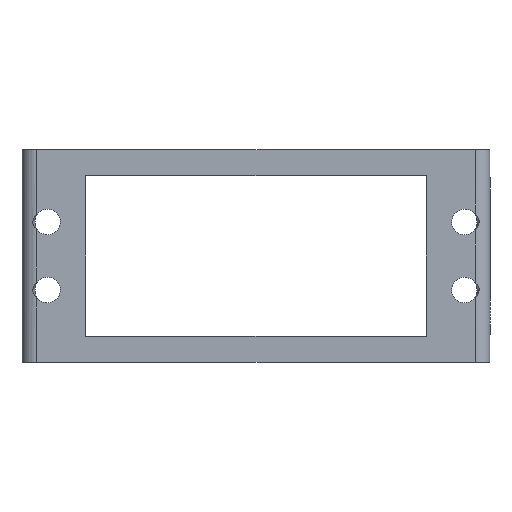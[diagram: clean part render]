
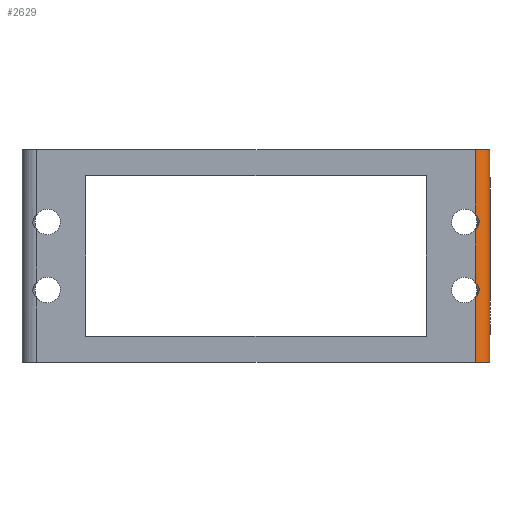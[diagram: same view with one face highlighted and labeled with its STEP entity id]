
A CAD part, front view. The second image highlights one B-rep face of the part: STEP entity #2629.
In plain terms, the highlighted cylindrical face has radius 1.737 mm (diameter 3.473 mm), a partial arc.
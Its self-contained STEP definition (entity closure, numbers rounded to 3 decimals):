
#41 = VERTEX_POINT ( 'NONE', #1881 ) ;
#78 = DIRECTION ( 'NONE',  ( 0., 0., -1. ) ) ;
#110 = CARTESIAN_POINT ( 'NONE',  ( 25.763, 0., -3.19 ) ) ;
#178 = DIRECTION ( 'NONE',  ( 1., 0., 0. ) ) ;
#181 = CARTESIAN_POINT ( 'NONE',  ( 26.22, 0.06, 4.222 ) ) ;
#198 = EDGE_CURVE ( 'NONE', #477, #747, #1008, .T. ) ;
#201 = CARTESIAN_POINT ( 'NONE',  ( 26.001, 0.016, -3.396 ) ) ;
#277 = CARTESIAN_POINT ( 'NONE',  ( 27.5, 1.737, -12.5 ) ) ;
#349 = VECTOR ( 'NONE', #2282, 1000. ) ;
#360 = ORIENTED_EDGE ( 'NONE', *, *, #198, .F. ) ;
#389 = CARTESIAN_POINT ( 'NONE',  ( 25.843, 0., -3.258 ) ) ;
#475 = CARTESIAN_POINT ( 'NONE',  ( 25.923, 0.005, 4.673 ) ) ;
#477 = VERTEX_POINT ( 'NONE', #1737 ) ;
#478 = CARTESIAN_POINT ( 'NONE',  ( 26.069, 0.026, 3.479 ) ) ;
#487 = VERTEX_POINT ( 'NONE', #277 ) ;
#493 = CARTESIAN_POINT ( 'NONE',  ( 26.134, 0.039, 4.426 ) ) ;
#500 = AXIS2_PLACEMENT_3D ( 'NONE', #1720, #1167, #178 ) ;
#516 = VERTEX_POINT ( 'NONE', #816 ) ;
#517 = VERTEX_POINT ( 'NONE', #1809 ) ;
#627 = VERTEX_POINT ( 'NONE', #1376 ) ;
#669 = CARTESIAN_POINT ( 'NONE',  ( 26.001, 0.016, -3.396 ) ) ;
#681 = EDGE_CURVE ( 'NONE', #3116, #760, #2785, .T. ) ;
#684 = CARTESIAN_POINT ( 'NONE',  ( 25.763, 0., 4.81 ) ) ;
#691 = CARTESIAN_POINT ( 'NONE',  ( 25.763, 0., 3.18 ) ) ;
#739 = ORIENTED_EDGE ( 'NONE', *, *, #2095, .F. ) ;
#747 = VERTEX_POINT ( 'NONE', #1392 ) ;
#760 = VERTEX_POINT ( 'NONE', #2409 ) ;
#773 = CARTESIAN_POINT ( 'NONE',  ( 25.763, 0., -12.5 ) ) ;
#782 = EDGE_CURVE ( 'NONE', #1880, #1950, #2771, .T. ) ;
#794 = ORIENTED_EDGE ( 'NONE', *, *, #1797, .F. ) ;
#816 = CARTESIAN_POINT ( 'NONE',  ( 25.763, 0., 12.5 ) ) ;
#851 = CARTESIAN_POINT ( 'NONE',  ( 26.22, 0.06, -3.778 ) ) ;
#882 = CARTESIAN_POINT ( 'NONE',  ( 26.239, 0.066, -4.113 ) ) ;
#940 = EDGE_CURVE ( 'NONE', #1900, #1880, #2025, .T. ) ;
#986 = ORIENTED_EDGE ( 'NONE', *, *, #2311, .F. ) ;
#1008 = B_SPLINE_CURVE_WITH_KNOTS ( 'NONE', 3,
 ( #2539, #2018, #1041, #1806 ),
 .UNSPECIFIED., .F., .F.,
 ( 4, 4 ),
 ( 0., 1. ),
 .UNSPECIFIED. ) ;
#1036 = CIRCLE ( 'NONE', #2881, 1.737 ) ;
#1041 = CARTESIAN_POINT ( 'NONE',  ( 25.923, 0.005, -4.679 ) ) ;
#1077 = LINE ( 'NONE', #1978, #1905 ) ;
#1080 = ORIENTED_EDGE ( 'NONE', *, *, #3084, .F. ) ;
#1108 = CARTESIAN_POINT ( 'NONE',  ( 26.243, 0.068, -3.889 ) ) ;
#1132 = ORIENTED_EDGE ( 'NONE', *, *, #782, .F. ) ;
#1167 = DIRECTION ( 'NONE',  ( 0., 0., -1. ) ) ;
#1187 = CARTESIAN_POINT ( 'NONE',  ( 26.243, 0.068, 4.111 ) ) ;
#1200 = CARTESIAN_POINT ( 'NONE',  ( 26.001, 0.016, 4.604 ) ) ;
#1232 = CARTESIAN_POINT ( 'NONE',  ( 26.001, 0.016, 3.391 ) ) ;
#1257 = ORIENTED_EDGE ( 'NONE', *, *, #2828, .F. ) ;
#1271 = DIRECTION ( 'NONE',  ( 0., 0., 1. ) ) ;
#1300 = EDGE_LOOP ( 'NONE', ( #739, #2933, #986, #1893, #1132, #2845, #1764, #360, #1080, #1257, #1374, #794 ) ) ;
#1356 = DIRECTION ( 'NONE',  ( 0., 0., 1. ) ) ;
#1360 = CIRCLE ( 'NONE', #1989, 1.737 ) ;
#1374 = ORIENTED_EDGE ( 'NONE', *, *, #2042, .T. ) ;
#1376 = CARTESIAN_POINT ( 'NONE',  ( 26.001, 0.016, 3.391 ) ) ;
#1392 = CARTESIAN_POINT ( 'NONE',  ( 26.001, 0.016, -4.609 ) ) ;
#1426 = CARTESIAN_POINT ( 'NONE',  ( 25.843, 0., 3.25 ) ) ;
#1486 = DIRECTION ( 'NONE',  ( -1., 0., 0. ) ) ;
#1571 = CARTESIAN_POINT ( 'NONE',  ( 25.763, 0., -3.19 ) ) ;
#1612 = CARTESIAN_POINT ( 'NONE',  ( 26.069, 0.026, -4.521 ) ) ;
#1720 = CARTESIAN_POINT ( 'NONE',  ( 25.763, 1.737, -12.5 ) ) ;
#1736 = CARTESIAN_POINT ( 'NONE',  ( 26.001, 0.016, 4.604 ) ) ;
#1737 = CARTESIAN_POINT ( 'NONE',  ( 25.763, 0., -4.82 ) ) ;
#1764 = ORIENTED_EDGE ( 'NONE', *, *, #2138, .F. ) ;
#1797 = EDGE_CURVE ( 'NONE', #516, #517, #1036, .T. ) ;
#1806 = CARTESIAN_POINT ( 'NONE',  ( 26.001, 0.016, -4.609 ) ) ;
#1809 = CARTESIAN_POINT ( 'NONE',  ( 27.5, 1.737, 12.5 ) ) ;
#1844 = CARTESIAN_POINT ( 'NONE',  ( 26.073, 0.026, -3.481 ) ) ;
#1875 = VECTOR ( 'NONE', #3015, 1000. ) ;
#1879 = B_SPLINE_CURVE_WITH_KNOTS ( 'NONE', 3,
 ( #2378, #1612, #1890, #3145, #882, #1108, #851, #2622, #1844, #669 ),
 .UNSPECIFIED., .F., .F.,
 ( 4, 2, 2, 2, 4 ),
 ( 0., 0., 0.001, 0.001, 0.001 ),
 .UNSPECIFIED. ) ;
#1880 = VERTEX_POINT ( 'NONE', #110 ) ;
#1881 = CARTESIAN_POINT ( 'NONE',  ( 25.763, 0., -12.5 ) ) ;
#1890 = CARTESIAN_POINT ( 'NONE',  ( 26.127, 0.038, -4.427 ) ) ;
#1893 = ORIENTED_EDGE ( 'NONE', *, *, #2241, .F. ) ;
#1900 = VERTEX_POINT ( 'NONE', #201 ) ;
#1905 = VECTOR ( 'NONE', #2231, 1000. ) ;
#1941 = CARTESIAN_POINT ( 'NONE',  ( 26.127, 0.038, 3.573 ) ) ;
#1950 = VERTEX_POINT ( 'NONE', #691 ) ;
#1952 = CYLINDRICAL_SURFACE ( 'NONE', #500, 1.737 ) ;
#1956 = CARTESIAN_POINT ( 'NONE',  ( 26.073, 0.026, 4.519 ) ) ;
#1970 = CARTESIAN_POINT ( 'NONE',  ( 25.923, 0.005, 3.321 ) ) ;
#1978 = CARTESIAN_POINT ( 'NONE',  ( 27.5, 1.737, 0. ) ) ;
#1989 = AXIS2_PLACEMENT_3D ( 'NONE', #2256, #78, #1486 ) ;
#2018 = CARTESIAN_POINT ( 'NONE',  ( 25.843, 0., -4.75 ) ) ;
#2025 = B_SPLINE_CURVE_WITH_KNOTS ( 'NONE', 3,
 ( #2584, #2339, #389, #1571 ),
 .UNSPECIFIED., .F., .F.,
 ( 4, 4 ),
 ( 0., 1. ),
 .UNSPECIFIED. ) ;
#2042 = EDGE_CURVE ( 'NONE', #487, #517, #1077, .T. ) ;
#2094 = VECTOR ( 'NONE', #1271, 1000. ) ;
#2095 = EDGE_CURVE ( 'NONE', #760, #516, #3038, .T. ) ;
#2138 = EDGE_CURVE ( 'NONE', #747, #1900, #1879, .T. ) ;
#2219 = FACE_OUTER_BOUND ( 'NONE', #1300, .T. ) ;
#2231 = DIRECTION ( 'NONE',  ( 0., 0., 1. ) ) ;
#2241 = EDGE_CURVE ( 'NONE', #1950, #627, #2915, .T. ) ;
#2256 = CARTESIAN_POINT ( 'NONE',  ( 25.763, 1.737, -12.5 ) ) ;
#2282 = DIRECTION ( 'NONE',  ( 0., 0., 1. ) ) ;
#2311 = EDGE_CURVE ( 'NONE', #627, #3116, #2364, .T. ) ;
#2339 = CARTESIAN_POINT ( 'NONE',  ( 25.923, 0.005, -3.327 ) ) ;
#2364 = B_SPLINE_CURVE_WITH_KNOTS ( 'NONE', 3,
 ( #2431, #478, #1941, #3227, #2742, #1187, #181, #493, #1956, #1736 ),
 .UNSPECIFIED., .F., .F.,
 ( 4, 2, 2, 2, 4 ),
 ( 0., 0., 0.001, 0.001, 0.001 ),
 .UNSPECIFIED. ) ;
#2378 = CARTESIAN_POINT ( 'NONE',  ( 26.001, 0.016, -4.609 ) ) ;
#2409 = CARTESIAN_POINT ( 'NONE',  ( 25.763, 0., 4.81 ) ) ;
#2431 = CARTESIAN_POINT ( 'NONE',  ( 26.001, 0.016, 3.391 ) ) ;
#2477 = CARTESIAN_POINT ( 'NONE',  ( 25.843, 0., 4.742 ) ) ;
#2484 = LINE ( 'NONE', #2747, #2094 ) ;
#2494 = CARTESIAN_POINT ( 'NONE',  ( 25.763, 0., 3.18 ) ) ;
#2539 = CARTESIAN_POINT ( 'NONE',  ( 25.763, 0., -4.82 ) ) ;
#2584 = CARTESIAN_POINT ( 'NONE',  ( 26.001, 0.016, -3.396 ) ) ;
#2622 = CARTESIAN_POINT ( 'NONE',  ( 26.134, 0.039, -3.574 ) ) ;
#2629 = ADVANCED_FACE ( 'NONE', ( #2219 ), #1952, .T. ) ;
#2742 = CARTESIAN_POINT ( 'NONE',  ( 26.239, 0.066, 3.887 ) ) ;
#2747 = CARTESIAN_POINT ( 'NONE',  ( 25.763, 0., -12.5 ) ) ;
#2771 = LINE ( 'NONE', #3064, #1875 ) ;
#2785 = B_SPLINE_CURVE_WITH_KNOTS ( 'NONE', 3,
 ( #3192, #475, #2477, #684 ),
 .UNSPECIFIED., .F., .F.,
 ( 4, 4 ),
 ( 0., 1. ),
 .UNSPECIFIED. ) ;
#2828 = EDGE_CURVE ( 'NONE', #487, #41, #1360, .T. ) ;
#2845 = ORIENTED_EDGE ( 'NONE', *, *, #940, .F. ) ;
#2881 = AXIS2_PLACEMENT_3D ( 'NONE', #2886, #1356, #3137 ) ;
#2886 = CARTESIAN_POINT ( 'NONE',  ( 25.763, 1.737, 12.5 ) ) ;
#2915 = B_SPLINE_CURVE_WITH_KNOTS ( 'NONE', 3,
 ( #2494, #1426, #1970, #1232 ),
 .UNSPECIFIED., .F., .F.,
 ( 4, 4 ),
 ( 0., 1. ),
 .UNSPECIFIED. ) ;
#2933 = ORIENTED_EDGE ( 'NONE', *, *, #681, .F. ) ;
#3015 = DIRECTION ( 'NONE',  ( 0., 0., 1. ) ) ;
#3038 = LINE ( 'NONE', #773, #349 ) ;
#3064 = CARTESIAN_POINT ( 'NONE',  ( 25.763, 0., -12.5 ) ) ;
#3084 = EDGE_CURVE ( 'NONE', #41, #477, #2484, .T. ) ;
#3116 = VERTEX_POINT ( 'NONE', #1200 ) ;
#3137 = DIRECTION ( 'NONE',  ( -1., 0., 0. ) ) ;
#3145 = CARTESIAN_POINT ( 'NONE',  ( 26.213, 0.059, -4.223 ) ) ;
#3192 = CARTESIAN_POINT ( 'NONE',  ( 26.001, 0.016, 4.604 ) ) ;
#3227 = CARTESIAN_POINT ( 'NONE',  ( 26.213, 0.059, 3.777 ) ) ;
